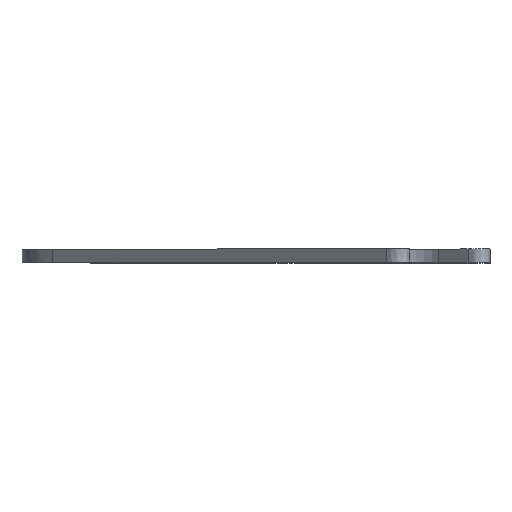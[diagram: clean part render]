
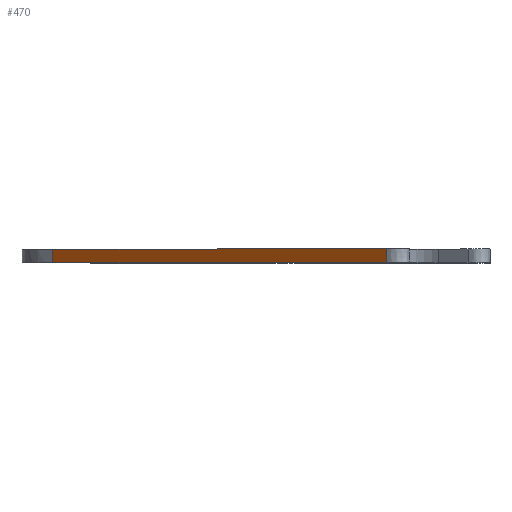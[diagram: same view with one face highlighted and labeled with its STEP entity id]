
A CAD part, top view. The second image highlights one B-rep face of the part: STEP entity #470.
In plain terms, the highlighted planar face has unit normal (-0.707, 0, 0.707).
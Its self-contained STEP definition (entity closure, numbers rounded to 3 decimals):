
#37=PLANE('',#521);
#60=B_SPLINE_CURVE_WITH_KNOTS('',3,(#1091,#1092,#1093,#1094),
 .UNSPECIFIED.,.F.,.F.,(4,4),(-0.318,0.),
 .UNSPECIFIED.);
#62=B_SPLINE_CURVE_WITH_KNOTS('',3,(#1100,#1101,#1102,#1103),
 .UNSPECIFIED.,.F.,.F.,(4,4),(0.,0.318),
 .UNSPECIFIED.);
#89=FACE_OUTER_BOUND('',#129,.T.);
#129=EDGE_LOOP('',(#422,#423,#424,#425));
#145=LINE('',#768,#169);
#154=LINE('',#984,#178);
#169=VECTOR('',#588,10.);
#178=VECTOR('',#607,10.);
#225=VERTEX_POINT('',#753);
#226=VERTEX_POINT('',#767);
#241=VERTEX_POINT('',#957);
#242=VERTEX_POINT('',#983);
#278=EDGE_CURVE('',#225,#226,#145,.T.);
#299=EDGE_CURVE('',#242,#241,#154,.T.);
#305=EDGE_CURVE('',#226,#241,#60,.T.);
#307=EDGE_CURVE('',#242,#225,#62,.T.);
#422=ORIENTED_EDGE('',*,*,#305,.F.);
#423=ORIENTED_EDGE('',*,*,#278,.F.);
#424=ORIENTED_EDGE('',*,*,#307,.F.);
#425=ORIENTED_EDGE('',*,*,#299,.T.);
#470=ADVANCED_FACE('',(#89),#37,.T.);
#521=AXIS2_PLACEMENT_3D('',#1099,#614,#615);
#588=DIRECTION('',(0.707,0.,0.707));
#607=DIRECTION('',(0.707,0.,0.707));
#614=DIRECTION('center_axis',(-0.707,0.,0.707));
#615=DIRECTION('ref_axis',(0.707,0.,0.707));
#753=CARTESIAN_POINT('',(-127.279,29.675,14.142));
#767=CARTESIAN_POINT('',(-48.383,29.675,93.038));
#768=CARTESIAN_POINT('',(-141.421,29.675,0.));
#957=CARTESIAN_POINT('',(-48.383,26.5,93.038));
#983=CARTESIAN_POINT('',(-127.279,26.5,14.142));
#984=CARTESIAN_POINT('',(-141.421,26.5,0.));
#1091=CARTESIAN_POINT('Ctrl Pts',(-48.383,29.675,93.038));
#1092=CARTESIAN_POINT('Ctrl Pts',(-48.383,28.617,93.038));
#1093=CARTESIAN_POINT('Ctrl Pts',(-48.383,27.558,93.038));
#1094=CARTESIAN_POINT('Ctrl Pts',(-48.383,26.5,93.038));
#1099=CARTESIAN_POINT('Origin',(-141.421,26.5,0.));
#1100=CARTESIAN_POINT('Ctrl Pts',(-127.279,26.5,14.142));
#1101=CARTESIAN_POINT('Ctrl Pts',(-127.279,27.558,14.142));
#1102=CARTESIAN_POINT('Ctrl Pts',(-127.279,28.617,14.142));
#1103=CARTESIAN_POINT('Ctrl Pts',(-127.279,29.675,14.142));
